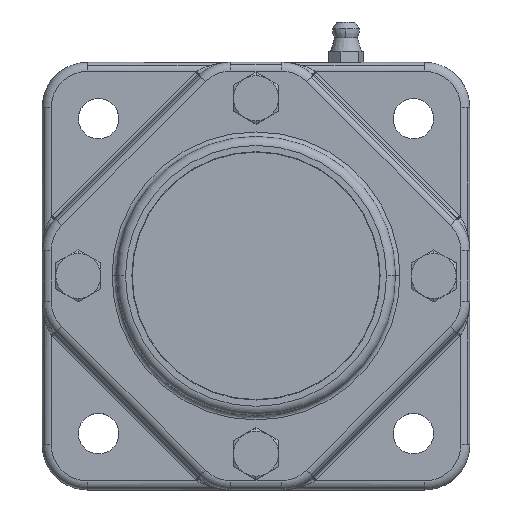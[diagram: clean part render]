
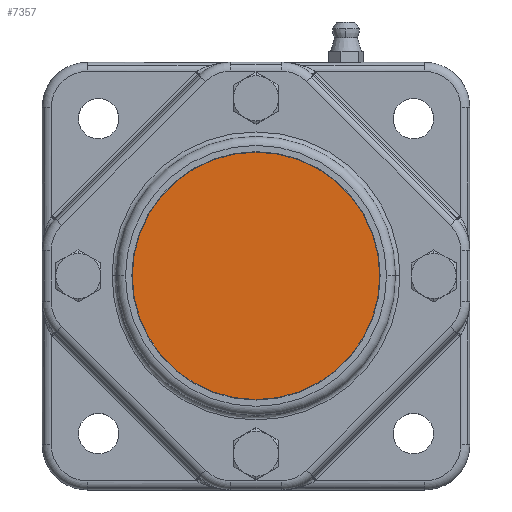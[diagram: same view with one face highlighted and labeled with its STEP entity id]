
A CAD part, top view. The second image highlights one B-rep face of the part: STEP entity #7357.
In plain terms, the highlighted planar face has unit normal (0, 0, 1).
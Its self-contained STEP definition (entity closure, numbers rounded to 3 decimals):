
#3080=CARTESIAN_POINT('',(-27.5,0.,51.4));
#3081=VERTEX_POINT('',#3080);
#3090=CARTESIAN_POINT('',(27.5,0.,51.4));
#3091=VERTEX_POINT('',#3090);
#3092=CARTESIAN_POINT('',(0.,0.,51.4));
#3093=DIRECTION('',(0.0,0.0,1.0));
#3094=DIRECTION('',(-1.0,0.0,0.0));
#3095=AXIS2_PLACEMENT_3D('',#3092,#3093,#3094);
#3096=CIRCLE('',#3095,27.5);
#3097=EDGE_CURVE('',#3091,#3081,#3096,.T.);
#7338=CARTESIAN_POINT('',(0.,0.,51.4));
#7339=DIRECTION('',(0.0,0.0,1.0));
#7340=DIRECTION('',(-1.0,0.0,0.0));
#7341=AXIS2_PLACEMENT_3D('',#7338,#7339,#7340);
#7342=CIRCLE('',#7341,27.5);
#7343=EDGE_CURVE('',#3081,#3091,#7342,.T.);
#7348=CARTESIAN_POINT('',(0.,0.,51.4));
#7349=DIRECTION('',(0.0,0.0,-1.0));
#7350=DIRECTION('',(-1.0,0.0,0.0));
#7351=AXIS2_PLACEMENT_3D('',#7348,#7349,#7350);
#7352=PLANE('',#7351);
#7353=ORIENTED_EDGE('',*,*,#3097,.T.);
#7354=ORIENTED_EDGE('',*,*,#7343,.T.);
#7355=EDGE_LOOP('',(#7353,#7354));
#7356=FACE_OUTER_BOUND('',#7355,.T.);
#7357=ADVANCED_FACE('',(#7356),#7352,.F.);
